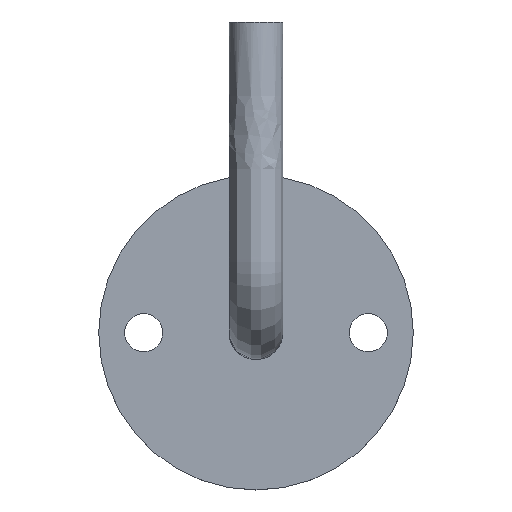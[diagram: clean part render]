
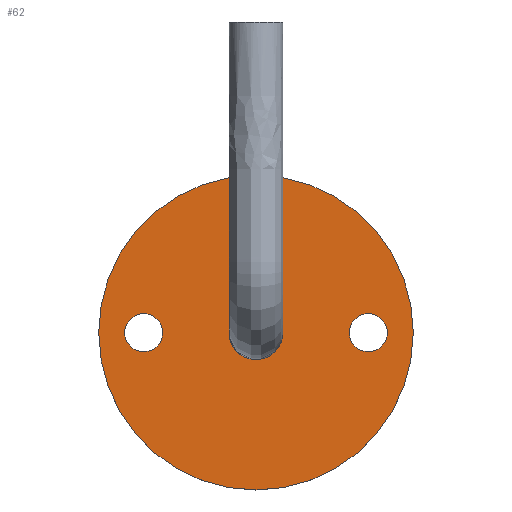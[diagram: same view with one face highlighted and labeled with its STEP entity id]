
A CAD part, top view. The second image highlights one B-rep face of the part: STEP entity #62.
In plain terms, the highlighted planar face has unit normal (0, 0, 1).
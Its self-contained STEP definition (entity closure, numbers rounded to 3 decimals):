
#55=B_SPLINE_CURVE_WITH_KNOTS('',3,(#596,#597,#598,#599,#600,#601,#602,
#603,#604,#605,#606,#607,#608,#609,#610,#611,#612,#613,#614,#615,#616,#617,
#618,#619,#620,#621,#622,#623,#624,#625,#626,#627,#628,#629,#630,#631,#632,
#633,#634,#635,#636,#637,#638,#639,#640,#641,#642,#643,#644,#645,#646,#647,
#648,#649,#650,#651,#652,#653,#654,#655,#656,#657,#658,#659,#660,#661,#662,
#663,#664,#665,#666,#667,#668,#669,#670,#671,#672,#673,#674,#675,#676,#677,
#678,#679),.UNSPECIFIED.,.T.,.F.,(2,2,2,2,2,2,2,2,2,2,2,2,2,2,2,2,2,2,2,
2,2,2,2,2,2,2,2,2,2,2,2,2,2,2,2,2,2,2,2,2,2,2,2,2),(-0.031,0.,0.031,
0.047,0.063,0.094,0.125,0.156,0.172,0.188,0.203,0.219,
0.25,0.281,0.313,0.328,0.344,0.375,0.406,0.422,0.438,0.469,
0.5,0.531,0.547,0.563,0.594,0.625,0.656,0.688,0.703,0.719,
0.75,0.781,0.797,0.813,0.844,0.875,0.906,0.922,0.938,0.969,
1.,1.031),.UNSPECIFIED.);
#62=ADVANCED_FACE('',(#93,#94,#95,#96),#74,.T.);
#74=PLANE('',#324);
#93=FACE_BOUND('',#114,.T.);
#94=FACE_BOUND('',#115,.T.);
#95=FACE_BOUND('',#116,.T.);
#96=FACE_BOUND('',#117,.T.);
#114=EDGE_LOOP('',(#147));
#115=EDGE_LOOP('',(#148));
#116=EDGE_LOOP('',(#149));
#117=EDGE_LOOP('',(#150));
#147=ORIENTED_EDGE('',*,*,#221,.T.);
#148=ORIENTED_EDGE('',*,*,#219,.F.);
#149=ORIENTED_EDGE('',*,*,#217,.F.);
#150=ORIENTED_EDGE('',*,*,#223,.T.);
#195=VERTEX_POINT('',#680);
#197=VERTEX_POINT('',#1309);
#199=VERTEX_POINT('',#1314);
#201=VERTEX_POINT('',#1319);
#217=EDGE_CURVE('',#195,#195,#55,.T.);
#219=EDGE_CURVE('',#197,#197,#240,.T.);
#221=EDGE_CURVE('',#199,#199,#242,.T.);
#223=EDGE_CURVE('',#201,#201,#244,.T.);
#240=CIRCLE('',#316,4.25);
#242=CIRCLE('',#319,35.);
#244=CIRCLE('',#322,4.25);
#316=AXIS2_PLACEMENT_3D('',#1308,#355,#356);
#319=AXIS2_PLACEMENT_3D('',#1313,#361,#362);
#322=AXIS2_PLACEMENT_3D('',#1318,#367,#368);
#324=AXIS2_PLACEMENT_3D('',#1321,#371,#372);
#355=DIRECTION('',(0.,0.,1.));
#356=DIRECTION('',(1.,0.,0.));
#361=DIRECTION('',(0.,0.,1.));
#362=DIRECTION('',(1.,0.,0.));
#367=DIRECTION('',(0.,0.,-1.));
#368=DIRECTION('',(1.,0.,0.));
#371=DIRECTION('',(0.,0.,1.));
#372=DIRECTION('',(1.,0.,0.));
#596=CARTESIAN_POINT('',(5.926,-1.014,6.));
#597=CARTESIAN_POINT('',(6.009,-0.226,6.));
#598=CARTESIAN_POINT('',(6.01,0.166,6.));
#599=CARTESIAN_POINT('',(5.956,0.75,6.));
#600=CARTESIAN_POINT('',(5.928,0.944,6.));
#601=CARTESIAN_POINT('',(5.854,1.331,6.));
#602=CARTESIAN_POINT('',(5.806,1.524,6.));
#603=CARTESIAN_POINT('',(5.638,2.089,6.));
#604=CARTESIAN_POINT('',(5.49,2.45,6.));
#605=CARTESIAN_POINT('',(5.123,3.144,6.));
#606=CARTESIAN_POINT('',(4.903,3.477,6.));
#607=CARTESIAN_POINT('',(4.412,4.085,6.));
#608=CARTESIAN_POINT('',(4.137,4.364,6.));
#609=CARTESIAN_POINT('',(3.681,4.741,6.));
#610=CARTESIAN_POINT('',(3.522,4.86,6.));
#611=CARTESIAN_POINT('',(3.196,5.079,6.));
#612=CARTESIAN_POINT('',(3.029,5.181,6.));
#613=CARTESIAN_POINT('',(2.686,5.368,6.));
#614=CARTESIAN_POINT('',(2.509,5.453,6.));
#615=CARTESIAN_POINT('',(2.148,5.606,6.));
#616=CARTESIAN_POINT('',(1.961,5.674,6.));
#617=CARTESIAN_POINT('',(1.395,5.849,6.));
#618=CARTESIAN_POINT('',(1.012,5.927,6.));
#619=CARTESIAN_POINT('',(0.233,6.008,6.));
#620=CARTESIAN_POINT('',(-0.166,6.011,6.));
#621=CARTESIAN_POINT('',(-0.948,5.938,6.));
#622=CARTESIAN_POINT('',(-1.331,5.864,6.));
#623=CARTESIAN_POINT('',(-1.897,5.696,6.));
#624=CARTESIAN_POINT('',(-2.085,5.63,6.));
#625=CARTESIAN_POINT('',(-2.449,5.48,6.));
#626=CARTESIAN_POINT('',(-2.627,5.397,6.));
#627=CARTESIAN_POINT('',(-3.145,5.122,6.));
#628=CARTESIAN_POINT('',(-3.472,4.907,6.));
#629=CARTESIAN_POINT('',(-4.089,4.409,6.));
#630=CARTESIAN_POINT('',(-4.367,4.133,6.));
#631=CARTESIAN_POINT('',(-4.74,3.681,6.));
#632=CARTESIAN_POINT('',(-4.858,3.525,6.));
#633=CARTESIAN_POINT('',(-5.078,3.199,6.));
#634=CARTESIAN_POINT('',(-5.181,3.029,6.));
#635=CARTESIAN_POINT('',(-5.463,2.51,6.));
#636=CARTESIAN_POINT('',(-5.615,2.151,6.));
#637=CARTESIAN_POINT('',(-5.847,1.402,6.));
#638=CARTESIAN_POINT('',(-5.927,1.011,6.));
#639=CARTESIAN_POINT('',(-6.008,0.232,6.));
#640=CARTESIAN_POINT('',(-6.011,-0.158,6.));
#641=CARTESIAN_POINT('',(-5.957,-0.747,6.));
#642=CARTESIAN_POINT('',(-5.929,-0.944,6.));
#643=CARTESIAN_POINT('',(-5.854,-1.329,6.));
#644=CARTESIAN_POINT('',(-5.808,-1.519,6.));
#645=CARTESIAN_POINT('',(-5.641,-2.081,6.));
#646=CARTESIAN_POINT('',(-5.492,-2.447,6.));
#647=CARTESIAN_POINT('',(-5.123,-3.145,6.));
#648=CARTESIAN_POINT('',(-4.907,-3.472,6.));
#649=CARTESIAN_POINT('',(-4.416,-4.081,6.));
#650=CARTESIAN_POINT('',(-4.135,-4.365,6.));
#651=CARTESIAN_POINT('',(-3.53,-4.865,6.));
#652=CARTESIAN_POINT('',(-3.206,-5.084,6.));
#653=CARTESIAN_POINT('',(-2.689,-5.366,6.));
#654=CARTESIAN_POINT('',(-2.51,-5.453,6.));
#655=CARTESIAN_POINT('',(-2.147,-5.606,6.));
#656=CARTESIAN_POINT('',(-1.962,-5.673,6.));
#657=CARTESIAN_POINT('',(-1.402,-5.847,6.));
#658=CARTESIAN_POINT('',(-1.019,-5.926,6.));
#659=CARTESIAN_POINT('',(-0.232,-6.009,6.));
#660=CARTESIAN_POINT('',(0.161,-6.011,6.));
#661=CARTESIAN_POINT('',(0.745,-5.957,6.));
#662=CARTESIAN_POINT('',(0.939,-5.929,6.));
#663=CARTESIAN_POINT('',(1.325,-5.855,6.));
#664=CARTESIAN_POINT('',(1.518,-5.808,6.));
#665=CARTESIAN_POINT('',(2.084,-5.64,6.));
#666=CARTESIAN_POINT('',(2.446,-5.492,6.));
#667=CARTESIAN_POINT('',(3.138,-5.126,6.));
#668=CARTESIAN_POINT('',(3.472,-4.907,6.));
#669=CARTESIAN_POINT('',(4.081,-4.415,6.));
#670=CARTESIAN_POINT('',(4.36,-4.141,6.));
#671=CARTESIAN_POINT('',(4.737,-3.686,6.));
#672=CARTESIAN_POINT('',(4.856,-3.527,6.));
#673=CARTESIAN_POINT('',(5.076,-3.201,6.));
#674=CARTESIAN_POINT('',(5.178,-3.034,6.));
#675=CARTESIAN_POINT('',(5.459,-2.519,6.));
#676=CARTESIAN_POINT('',(5.613,-2.157,6.));
#677=CARTESIAN_POINT('',(5.847,-1.401,6.));
#678=CARTESIAN_POINT('',(5.926,-1.014,6.));
#679=CARTESIAN_POINT('',(6.009,-0.226,6.));
#680=CARTESIAN_POINT('',(5.968,-0.62,6.));
#1308=CARTESIAN_POINT('',(-25.,0.,6.));
#1309=CARTESIAN_POINT('',(-20.75,0.,6.));
#1313=CARTESIAN_POINT('',(0.,0.,6.));
#1314=CARTESIAN_POINT('',(35.,0.,6.));
#1318=CARTESIAN_POINT('',(25.,0.,6.));
#1319=CARTESIAN_POINT('',(29.25,0.,6.));
#1321=CARTESIAN_POINT('',(-12.5,0.,6.));
